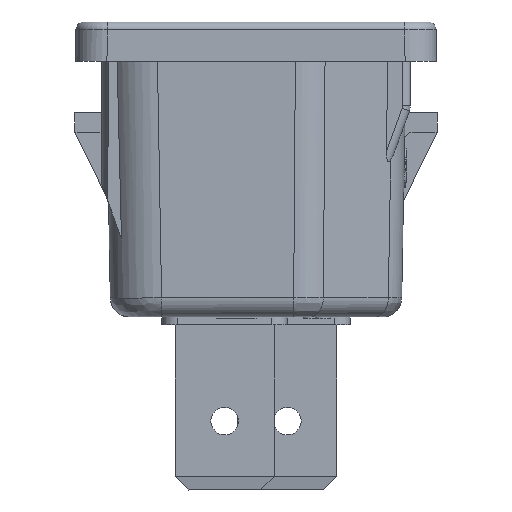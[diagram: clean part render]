
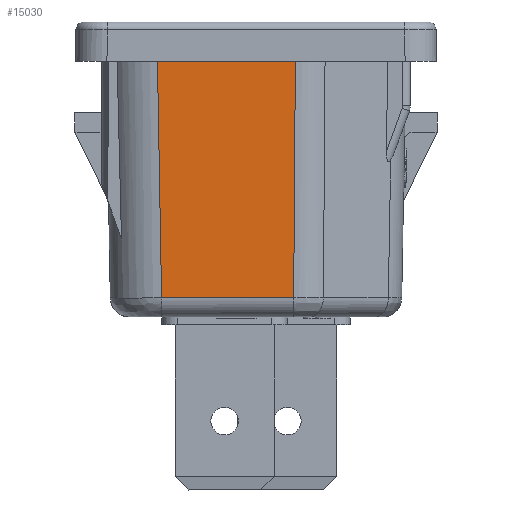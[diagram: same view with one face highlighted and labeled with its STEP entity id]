
A CAD part, left-side view. The second image highlights one B-rep face of the part: STEP entity #15030.
In plain terms, the highlighted face is planar.
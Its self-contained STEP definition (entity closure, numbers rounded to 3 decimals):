
#14560=CARTESIAN_POINT('',(0.111,11.709,0.));
#14570=DIRECTION('',(-1.,-0.017,-0.));
#14580=DIRECTION('',(-0.017,1.,0.));
#14590=AXIS2_PLACEMENT_3D('',#14560,#14570,#14580);
#14600=PLANE('',#14590);
#14610=CARTESIAN_POINT('',(-0.156,26.978,0.));
#14620=DIRECTION('',(0.,0.,1.));
#14630=VECTOR('',#14620,1.);
#14640=LINE('',#14610,#14630);
#14650=CARTESIAN_POINT('',(-0.156,26.978,-6.281
));
#14660=VERTEX_POINT('',#14650);
#14670=CARTESIAN_POINT('',(-0.156,26.978,0.6));
#14680=VERTEX_POINT('',#14670);
#14690=EDGE_CURVE('',#14660,#14680,#14640,.T.);
#14700=ORIENTED_EDGE('',*,*,#14690,.F.);
#14710=CARTESIAN_POINT('',(-0.156,26.978,0.));
#14720=DIRECTION('',(0.,0.,1.));
#14730=VECTOR('',#14720,1.);
#14740=LINE('',#14710,#14730);
#14750=CARTESIAN_POINT('',(-0.156,26.978,2.507)
);
#14760=VERTEX_POINT('',#14750);
#14770=EDGE_CURVE('',#14680,#14760,#14740,.T.);
#14780=ORIENTED_EDGE('',*,*,#14770,.F.);
#14790=CARTESIAN_POINT('',(0.316,-0.048,
2.319));
#14800=DIRECTION('',(-0.017,1.,
0.007));
#14810=VECTOR('',#14800,1.);
#14820=LINE('',#14790,#14810);
#14830=CARTESIAN_POINT('',(0.107,11.907,
2.402));
#14840=VERTEX_POINT('',#14830);
#14850=EDGE_CURVE('',#14840,#14760,#14820,.T.);
#14860=ORIENTED_EDGE('',*,*,#14850,.T.);
#14870=CARTESIAN_POINT('',(0.107,11.907,0.));
#14880=DIRECTION('',(0.,0.,1.));
#14890=VECTOR('',#14880,1.);
#14900=LINE('',#14870,#14890);
#14910=CARTESIAN_POINT('',(0.107,11.907,
-6.018));
#14920=VERTEX_POINT('',#14910);
#14930=EDGE_CURVE('',#14920,#14840,#14900,.T.);
#14940=ORIENTED_EDGE('',*,*,#14930,.T.);
#14950=CARTESIAN_POINT('',(0.316,-0.057,
-5.809));
#14960=DIRECTION('',(0.017,-1.,
0.017));
#14970=VECTOR('',#14960,1.);
#14980=LINE('',#14950,#14970);
#14990=EDGE_CURVE('',#14660,#14920,#14980,.T.);
#15000=ORIENTED_EDGE('',*,*,#14990,.T.);
#15010=EDGE_LOOP('',(#15000,#14940,#14860,#14780,#14700));
#15020=FACE_OUTER_BOUND('',#15010,.T.);
#15030=ADVANCED_FACE('',(#15020),#14600,.T.);
